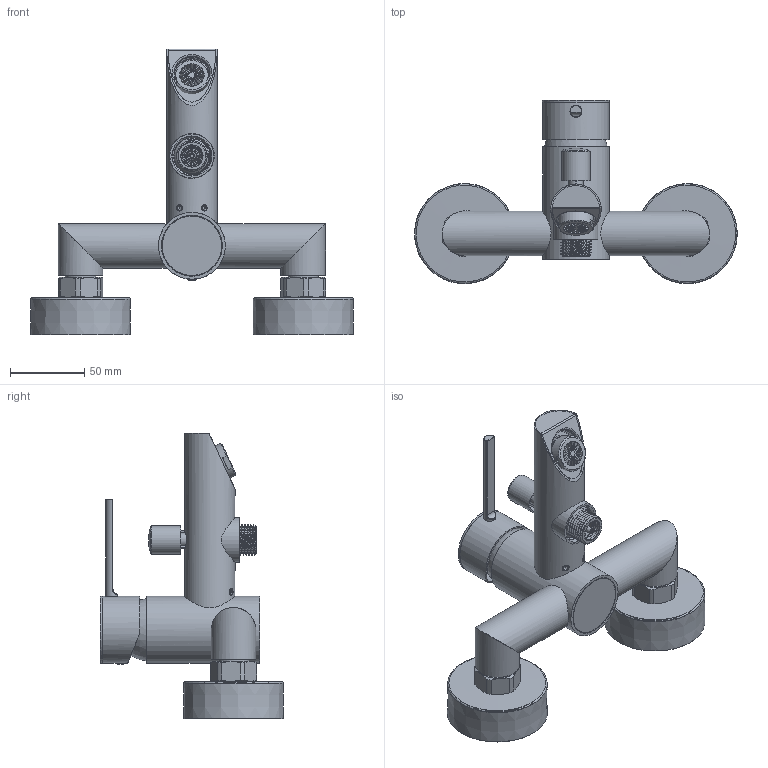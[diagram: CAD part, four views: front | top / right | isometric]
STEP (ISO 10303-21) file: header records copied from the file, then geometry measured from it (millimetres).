
FILE_DESCRIPTION (( 'STEP AP203' ), '1' );
FILE_NAME ('84C304227.STEP', '2025-10-02T07:26:23', ( '' ), ( '' ), 'SwSTEP 2.0', 'SolidWorks 2021', '' );
FILE_SCHEMA (( 'CONFIG_CONTROL_DESIGN' ));
Length unit declared in the file: millimetre
Products named in the file (1): 84C304227
Bounding box: 217.39 x 123.45 x 192.54 mm (x, y, z)
Volume: 117698.2 mm3; surface area: 160173.3 mm2
Topology: 32 solids, 32 shells, 784 faces, 1879 edges, 1205 vertices
Faces by surface type: plane 302, cylinder 242, bspline 112, cone 95, torus 29, sphere 4
Full cylindrical faces by diameter (mm): 2.5 x13, 2.506 x1, 2.7 x1, 2.811 x1, 2.828 x1, 2.974 x1, 3.074 x1, 3.674 x2, 3.774 x1, 3.8 x1, 4.2 x2, 4.8 x2, 4.809 x1, 5.012 x1, 5.5 x1, 5.808 x1, 6 x1, 7 x2, 7.4 x1, 7.9 x1, 8 x1, 9.161 x1, 9.5 x3, 9.754 x1, 12.057 x1, 12.751 x1, 13 x1, 13.5 x1, 13.513 x1, 13.699 x1
Entity records: 42003 total; most frequent: CARTESIAN_POINT 27015, ORIENTED_EDGE 2958, DIRECTION 2782, EDGE_CURVE 1479, AXIS2_PLACEMENT_3D 1153, EDGE_LOOP 1097, VERTEX_POINT 1070, FACE_OUTER_BOUND 907
